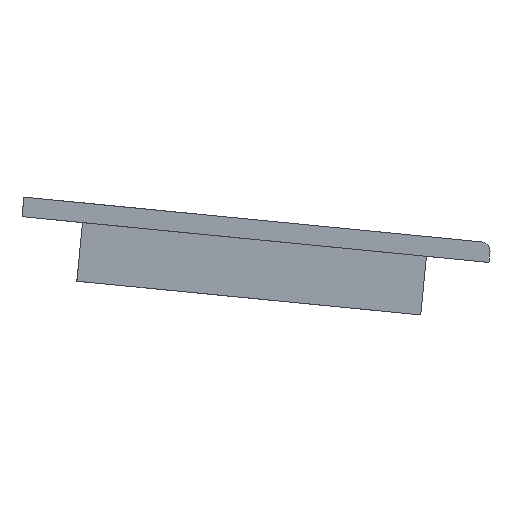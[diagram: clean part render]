
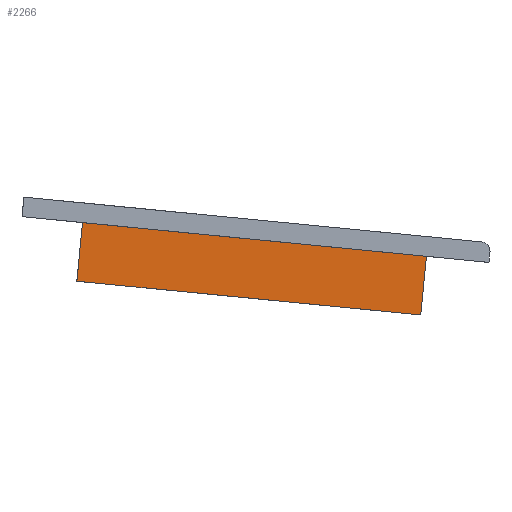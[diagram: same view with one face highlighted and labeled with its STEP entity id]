
A CAD part, left-side view. The second image highlights one B-rep face of the part: STEP entity #2266.
In plain terms, the highlighted planar face has unit normal (-1, 0, 0).
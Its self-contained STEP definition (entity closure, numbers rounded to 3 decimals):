
#284=PLANE('',#2475);
#357=FACE_OUTER_BOUND('',#520,.T.);
#520=EDGE_LOOP('',(#1715,#1716,#1717,#1718));
#711=LINE('',#3477,#868);
#718=LINE('',#3491,#875);
#724=LINE('',#3503,#881);
#725=LINE('',#3504,#882);
#868=VECTOR('',#2866,10.);
#875=VECTOR('',#2879,10.);
#881=VECTOR('',#2887,10.);
#882=VECTOR('',#2888,10.);
#1050=VERTEX_POINT('',#3474);
#1051=VERTEX_POINT('',#3476);
#1054=VERTEX_POINT('',#3488);
#1060=VERTEX_POINT('',#3502);
#1296=EDGE_CURVE('',#1051,#1050,#711,.T.);
#1303=EDGE_CURVE('',#1050,#1054,#718,.T.);
#1309=EDGE_CURVE('',#1060,#1054,#724,.T.);
#1310=EDGE_CURVE('',#1051,#1060,#725,.T.);
#1715=ORIENTED_EDGE('',*,*,#1303,.T.);
#1716=ORIENTED_EDGE('',*,*,#1309,.F.);
#1717=ORIENTED_EDGE('',*,*,#1310,.F.);
#1718=ORIENTED_EDGE('',*,*,#1296,.T.);
#2266=ADVANCED_FACE('',(#357),#284,.T.);
#2475=AXIS2_PLACEMENT_3D('',#3501,#2885,#2886);
#2866=DIRECTION('',(0.,0.097,-0.995));
#2879=DIRECTION('',(0.,-0.995,-0.097));
#2885=DIRECTION('center_axis',(-1.,0.,0.));
#2886=DIRECTION('ref_axis',(0.,0.995,0.097));
#2887=DIRECTION('',(0.,0.097,-0.995));
#2888=DIRECTION('',(0.,-0.995,-0.097));
#3474=CARTESIAN_POINT('',(-139.,92.714,69.007));
#3476=CARTESIAN_POINT('',(-139.,91.252,83.935));
#3477=CARTESIAN_POINT('',(-139.,90.765,88.911));
#3488=CARTESIAN_POINT('',(-139.,5.133,60.428));
#3491=CARTESIAN_POINT('',(-139.,26.517,62.522));
#3501=CARTESIAN_POINT('Origin',(-139.,3.184,80.332));
#3502=CARTESIAN_POINT('',(-139.,3.671,75.356));
#3503=CARTESIAN_POINT('',(-139.,3.184,80.332));
#3504=CARTESIAN_POINT('',(-139.,57.633,80.642));
